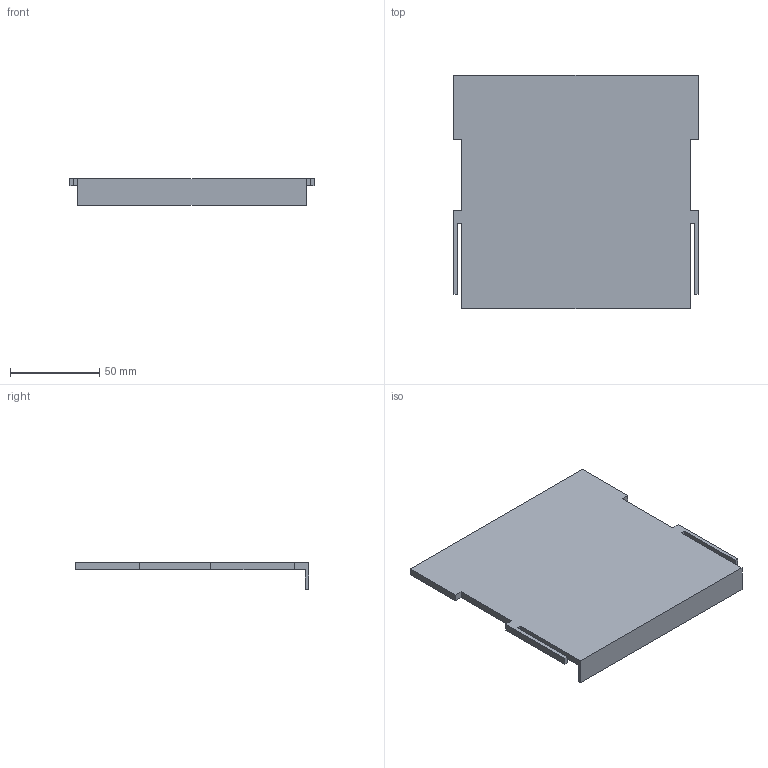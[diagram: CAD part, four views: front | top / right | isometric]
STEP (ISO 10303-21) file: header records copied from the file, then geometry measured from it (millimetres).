
FILE_DESCRIPTION (( 'STEP AP203' ), '1' );
FILE_NAME ('ups.STEP', '2019-09-03T18:59:44', ( '' ), ( '' ), 'SwSTEP 2.0', 'SolidWorks 2019', '' );
FILE_SCHEMA (( 'CONFIG_CONTROL_DESIGN' ));
Length unit declared in the file: millimetre
Products named in the file (1): ups
Bounding box: 137 x 131 x 15 mm (x, y, z)
Volume: 60153 mm3; surface area: 41378.8 mm2
Topology: 1 solids, 1 shells, 39 faces, 102 edges, 68 vertices
Faces by surface type: plane 39
Entity records: 1253 total; most frequent: CARTESIAN_POINT 210, ORIENTED_EDGE 204, DIRECTION 182, LINE 102, VECTOR 102, EDGE_CURVE 102, VERTEX_POINT 68, EDGE_LOOP 42
